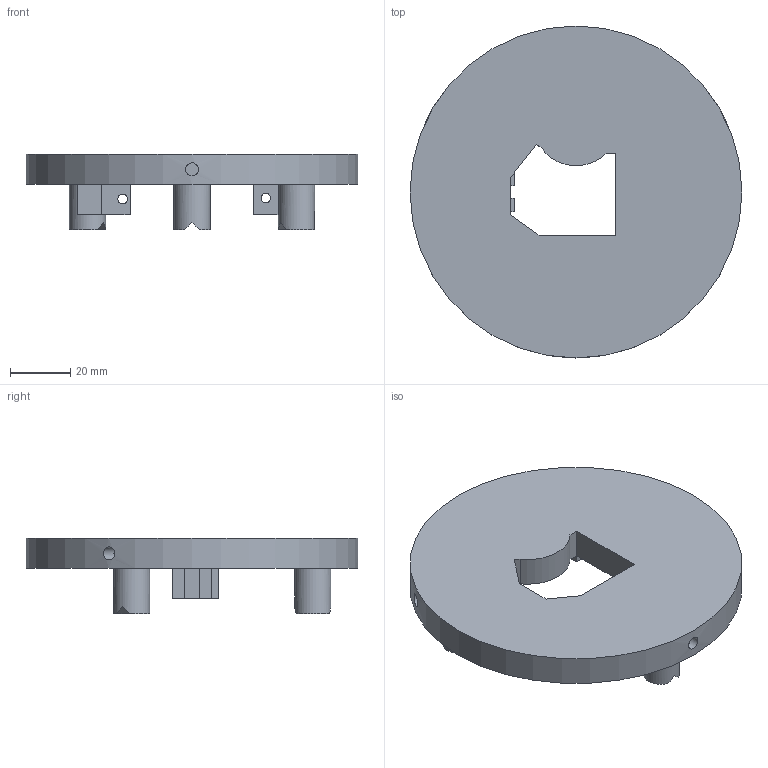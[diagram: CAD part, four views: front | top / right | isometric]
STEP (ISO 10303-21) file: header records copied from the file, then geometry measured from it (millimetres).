
FILE_DESCRIPTION(/* description */ ('','CAx-IF Rec.Pracs.---Representation and Presentation of Product Manufacturing Information (PMI)---4.0---2014-10-13'),/* implementation_level */ '2;1');
FILE_NAME(/* name */ 'OPU_Plate.step',/* time_stamp */ '2025-03-12T20:34:40-07:00',/* author */ (''),/* organization */ (''),/* preprocessor_version */ 'ST-DEVELOPER v20',/* originating_system */ 'Autodesk Translation Framework v13.20.0.188',/* authorisation */ '');
FILE_SCHEMA (('AP242_MANAGED_MODEL_BASED_3D_ENGINEERING_MIM_LF { 1 0 10303 442 1 1 4 }'));
Length unit declared in the file: millimetre
Products named in the file (1): OPU_Plate
Bounding box: 110 x 110 x 25 mm (x, y, z)
Volume: 93185.8 mm3; surface area: 25490.4 mm2
Topology: 1 solids, 1 shells, 67 faces, 167 edges, 112 vertices
Faces by surface type: plane 52, cylinder 15
Full cylindrical faces by diameter (mm): 3.1 x2, 3.2 x2, 4.3 x5, 12 x3, 110 x1
Entity records: 2145 total; most frequent: CARTESIAN_POINT 455, DIRECTION 339, ORIENTED_EDGE 334, EDGE_CURVE 167, LINE 113, VECTOR 113, AXIS2_PLACEMENT_3D 113, VERTEX_POINT 112
